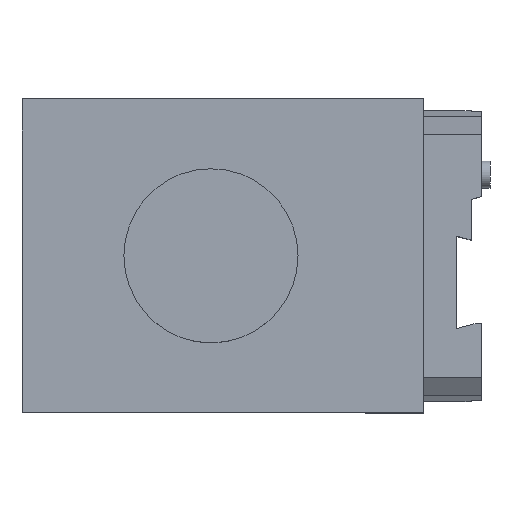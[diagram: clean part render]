
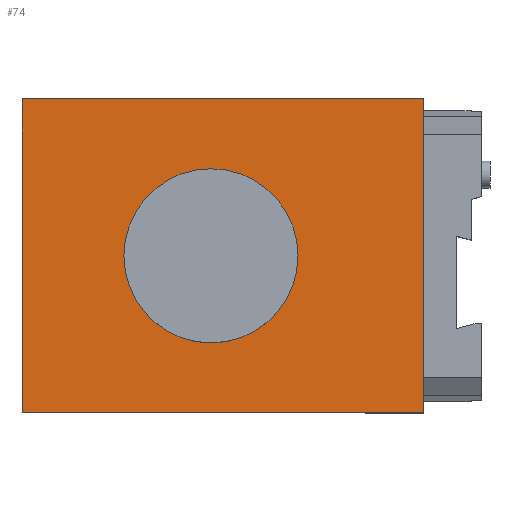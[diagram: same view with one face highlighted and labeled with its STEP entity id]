
A CAD part, top view. The second image highlights one B-rep face of the part: STEP entity #74.
In plain terms, the highlighted planar face has unit normal (0, 0, 1).
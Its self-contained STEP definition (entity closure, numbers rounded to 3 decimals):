
#41=CIRCLE('',#1009,29.95);
#54=FACE_BOUND('',#211,.T.);
#55=FACE_BOUND('',#212,.T.);
#74=ADVANCED_FACE('',(#54,#55),#123,.F.);
#123=PLANE('',#1010);
#211=EDGE_LOOP('',(#300,#301,#302,#303));
#212=EDGE_LOOP('',(#304));
#300=ORIENTED_EDGE('',*,*,#642,.T.);
#301=ORIENTED_EDGE('',*,*,#641,.F.);
#302=ORIENTED_EDGE('',*,*,#643,.F.);
#303=ORIENTED_EDGE('',*,*,#644,.T.);
#304=ORIENTED_EDGE('',*,*,#645,.F.);
#546=VERTEX_POINT('',#1396);
#547=VERTEX_POINT('',#1398);
#548=VERTEX_POINT('',#1402);
#549=VERTEX_POINT('',#1404);
#550=VERTEX_POINT('',#1407);
#641=EDGE_CURVE('',#547,#546,#771,.T.);
#642=EDGE_CURVE('',#548,#546,#772,.T.);
#643=EDGE_CURVE('',#549,#547,#773,.T.);
#644=EDGE_CURVE('',#549,#548,#774,.T.);
#645=EDGE_CURVE('',#550,#550,#41,.T.);
#771=LINE('',#1399,#886);
#772=LINE('',#1401,#887);
#773=LINE('',#1403,#888);
#774=LINE('',#1405,#889);
#886=VECTOR('',#1125,1.);
#887=VECTOR('',#1128,1.);
#888=VECTOR('',#1129,1.);
#889=VECTOR('',#1130,1.);
#1009=AXIS2_PLACEMENT_3D('',#1406,#1131,#1132);
#1010=AXIS2_PLACEMENT_3D('',#1408,#1133,#1134);
#1125=DIRECTION('',(0.,1.,0.));
#1128=DIRECTION('',(-1.,0.,0.));
#1129=DIRECTION('',(-1.,0.,0.));
#1130=DIRECTION('',(0.,1.,0.));
#1131=DIRECTION('',(0.,0.,1.));
#1132=DIRECTION('',(-1.,0.,0.));
#1133=DIRECTION('',(0.,0.,-1.));
#1134=DIRECTION('',(1.,0.,0.));
#1396=CARTESIAN_POINT('',(-65.,54.,0.));
#1398=CARTESIAN_POINT('',(-65.,-54.,0.));
#1399=CARTESIAN_POINT('',(-65.,-54.,0.));
#1401=CARTESIAN_POINT('',(73.,54.,0.));
#1402=CARTESIAN_POINT('',(73.,54.,0.));
#1403=CARTESIAN_POINT('',(73.,-54.,0.));
#1404=CARTESIAN_POINT('',(73.,-54.,0.));
#1405=CARTESIAN_POINT('',(73.,-54.,0.));
#1406=CARTESIAN_POINT('',(0.,0.,0.));
#1407=CARTESIAN_POINT('',(-29.95,0.,0.));
#1408=CARTESIAN_POINT('',(73.,-54.,0.));
